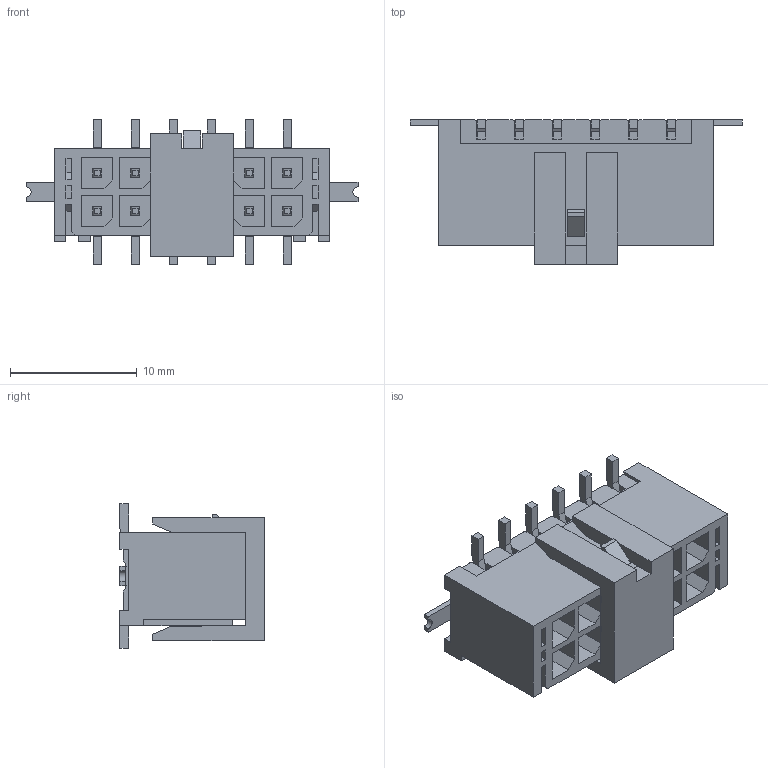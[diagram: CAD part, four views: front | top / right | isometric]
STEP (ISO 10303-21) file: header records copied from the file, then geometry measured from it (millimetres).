
FILE_DESCRIPTION(/* description */ ('Unknown'),/* implementation_level */ '2;1');
FILE_NAME(/* name */ '662312231822',/* time_stamp */ '2020-02-03T08:53:34+01:00',/* author */ ('Unknown'),/* organization */ ('Unknown'),/* preprocessor_version */ 'ST-DEVELOPER v16.7',/* originating_system */ 'DEX',/* authorisation */ $);
FILE_SCHEMA (('AUTOMOTIVE_DESIGN {1 0 10303 214 3 1 1}'));
Length unit declared in the file: millimetre
Products named in the file (5): 6623xx231822; 662012231822; 6620xx231822_MASS; 6620xx231822_Cap1; 6620xx231822_PIN
Assembly tree (16 placements, depth 2):
  6623xx231822
    662012231822
    6620xx231822_MASS  x2
    6620xx231822_Cap1
    6620xx231822_PIN  x12
Bounding box: 26.2 x 11.4 x 11.4 mm (x, y, z)
Volume: 1035.1 mm3; surface area: 2921.5 mm2
Topology: 16 solids, 16 shells, 654 faces, 1834 edges, 1206 vertices
Faces by surface type: plane 623, cylinder 31
Entity records: 12368 total; most frequent: CARTESIAN_POINT 2197, ORIENTED_EDGE 2178, DIRECTION 1913, EDGE_CURVE 1089, LINE 1033, VECTOR 1033, VERTEX_POINT 724, AXIS2_PLACEMENT_3D 440
